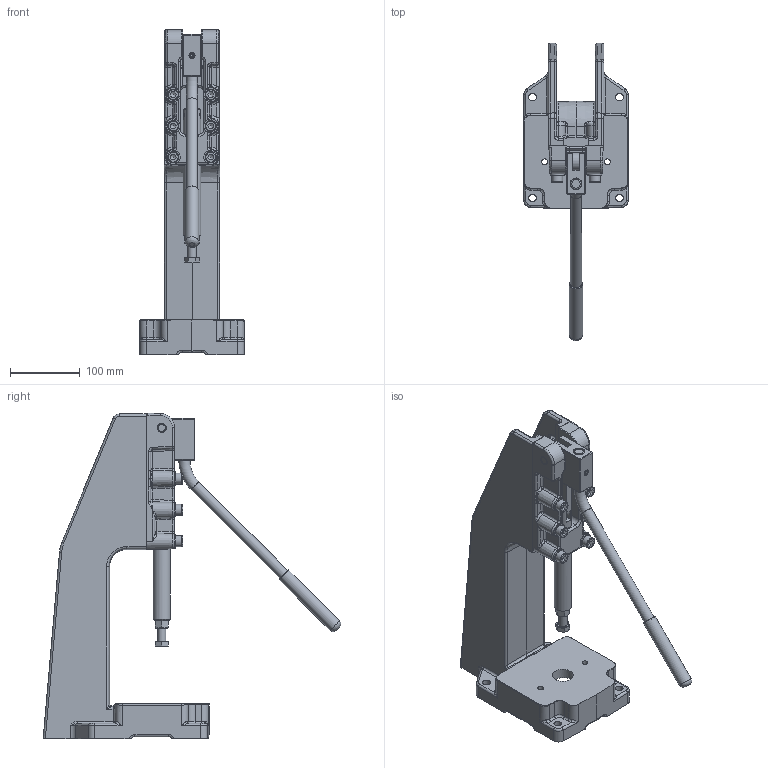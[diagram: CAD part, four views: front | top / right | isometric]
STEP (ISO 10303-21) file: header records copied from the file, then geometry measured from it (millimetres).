
FILE_DESCRIPTION(/* description */ (''),/* implementation_level */ '2;1');
FILE_NAME(/* name */ 'PR75.stp',/* time_stamp */ '2022-06-21T11:18:39+01:00',/* author */ ('Sandfield Engineering'),/* organization */ ('Sandfield Engineering'),/* preprocessor_version */ 'ST-DEVELOPER v18.1',/* originating_system */ 'Autodesk Inventor 2021',/* authorisation */ '');
FILE_SCHEMA (('AUTOMOTIVE_DESIGN { 1 0 10303 214 3 1 1 }'));
Products named in the file (9): PR75; PR75_1; PR75_1_1; PR75_2; PR75_3; PR75_4; PR75_5; PR75_6; PR75_7
Assembly tree (8 placements, depth 2):
  PR75
    PR75_1
    PR75_1_1
    PR75_2
    PR75_3
    PR75_4
    PR75_5
    PR75_6
    PR75_7
Bounding box: 150 x 428.09 x 467.97 mm (x, y, z)
Volume: 2361595.5 mm3; surface area: 467165.9 mm2
Topology: 8 solids, 8 shells, 1838 faces, 5026 edges, 3191 vertices
Faces by surface type: plane 963, cylinder 384, cone 212, bspline 142, torus 97, sphere 40
Full cylindrical faces by diameter (mm): 8.376 x10, 10 x13, 10.106 x24, 10.5 x12, 11 x4, 12 x30, 16 x9, 16.63 x1, 19.5 x1, 20 x6, 25 x2, 30 x1
Entity records: 74479 total; most frequent: CARTESIAN_POINT 28026, ORIENTED_EDGE 9934, DIRECTION 8910, EDGE_CURVE 4967, AXIS2_PLACEMENT_3D 3344, VERTEX_POINT 3193, LINE 2222, VECTOR 2222
